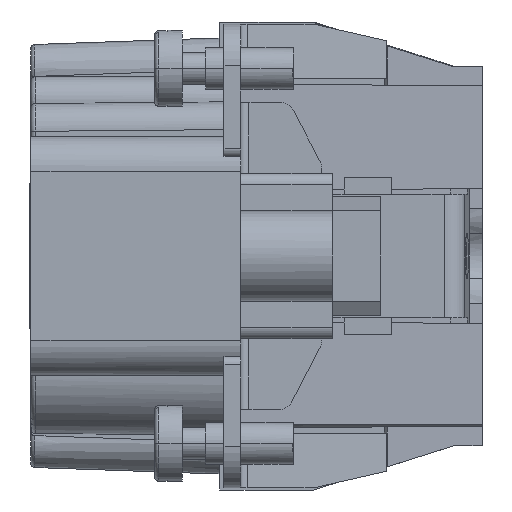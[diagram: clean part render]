
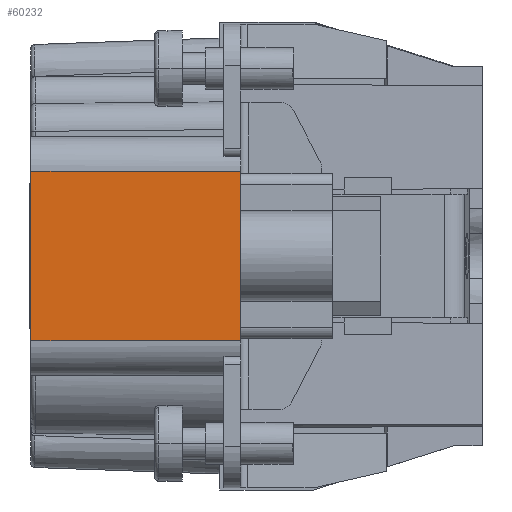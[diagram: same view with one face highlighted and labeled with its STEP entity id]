
A CAD part, left-side view. The second image highlights one B-rep face of the part: STEP entity #60232.
In plain terms, the highlighted planar face has unit normal (-1, 0, 0).
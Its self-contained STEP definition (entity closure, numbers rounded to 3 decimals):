
#5211=DIRECTION('',(0.,0.,-1.));
#5212=VECTOR('',#5211,5.522);
#5213=CARTESIAN_POINT('',(-41.998,-1.,6.1));
#5214=LINE('',#5213,#5212);
#5268=DIRECTION('',(0.,0.,-1.));
#5269=VECTOR('',#5268,5.522);
#5270=CARTESIAN_POINT('',(-41.998,-1.,-0.578));
#5271=LINE('',#5270,#5269);
#7497=DIRECTION('',(0.,0.,-1.));
#7498=VECTOR('',#7497,12.2);
#7499=CARTESIAN_POINT('',(-41.998,14.1,6.1));
#7500=LINE('',#7499,#7498);
#7870=DIRECTION('',(0.,-1.,0.));
#7871=VECTOR('',#7870,15.1);
#7872=CARTESIAN_POINT('',(-41.998,14.1,-6.1));
#7873=LINE('',#7872,#7871);
#12339=DIRECTION('',(0.,0.,-1.));
#12340=VECTOR('',#12339,1.155);
#12341=CARTESIAN_POINT('',(-41.998,-1.,0.578));
#12342=LINE('',#12341,#12340);
#12343=DIRECTION('',(0.,-1.,0.));
#12344=VECTOR('',#12343,15.1);
#12345=CARTESIAN_POINT('',(-41.998,14.1,6.1));
#12346=LINE('',#12345,#12344);
#46177=CARTESIAN_POINT('',(-41.998,14.1,6.1));
#46178=CARTESIAN_POINT('',(-41.998,14.1,-6.1));
#46179=VERTEX_POINT('',#46177);
#46180=VERTEX_POINT('',#46178);
#46189=CARTESIAN_POINT('',(-41.998,-1.,6.1));
#46190=VERTEX_POINT('',#46189);
#46191=CARTESIAN_POINT('',(-41.998,-1.,-6.1));
#46192=VERTEX_POINT('',#46191);
#46354=CARTESIAN_POINT('',(-41.998,-1.,-0.578));
#46355=VERTEX_POINT('',#46354);
#46356=CARTESIAN_POINT('',(-41.998,-1.,0.578));
#46357=VERTEX_POINT('',#46356);
#60218=CARTESIAN_POINT('',(-41.998,14.1,6.1));
#60219=DIRECTION('',(1.,0.,0.));
#60220=DIRECTION('',(0.,0.,-1.));
#60221=AXIS2_PLACEMENT_3D('',#60218,#60219,#60220);
#60222=PLANE('',#60221);
#60224=ORIENTED_EDGE('',*,*,#60223,.T.);
#60225=ORIENTED_EDGE('',*,*,#51196,.T.);
#60226=ORIENTED_EDGE('',*,*,#53905,.F.);
#60227=ORIENTED_EDGE('',*,*,#53554,.F.);
#60228=ORIENTED_EDGE('',*,*,#60210,.T.);
#60229=ORIENTED_EDGE('',*,*,#51136,.T.);
#60230=EDGE_LOOP('',(#60224,#60225,#60226,#60227,#60228,#60229));
#60231=FACE_OUTER_BOUND('',#60230,.F.);
#60232=ADVANCED_FACE('',(#60231),#60222,.F.);
#51136=EDGE_CURVE('',#46190,#46357,#5214,.T.);
#51196=EDGE_CURVE('',#46355,#46192,#5271,.T.);
#53554=EDGE_CURVE('',#46179,#46180,#7500,.T.);
#53905=EDGE_CURVE('',#46180,#46192,#7873,.T.);
#60210=EDGE_CURVE('',#46179,#46190,#12346,.T.);
#60223=EDGE_CURVE('',#46357,#46355,#12342,.T.);
